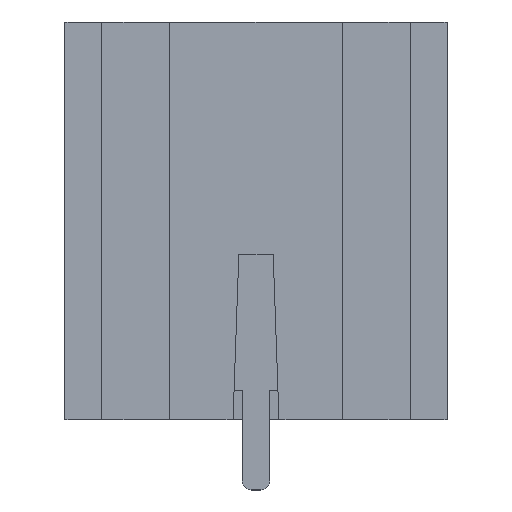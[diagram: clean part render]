
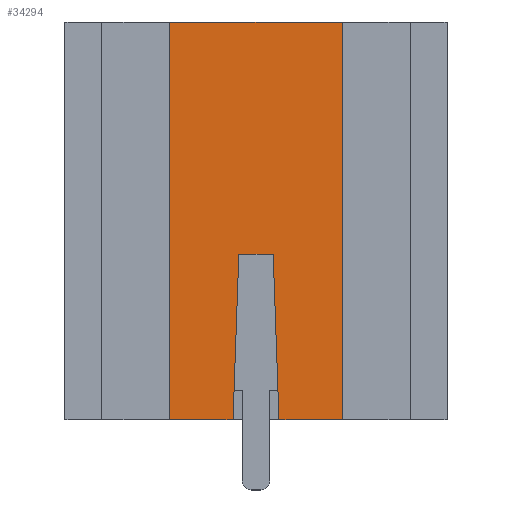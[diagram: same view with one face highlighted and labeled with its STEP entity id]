
A CAD part, left-side view. The second image highlights one B-rep face of the part: STEP entity #34294.
In plain terms, the highlighted planar face has unit normal (-1, 0, 0).
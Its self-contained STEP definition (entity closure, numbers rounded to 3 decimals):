
#853 = CARTESIAN_POINT ( 'NONE',  ( -38.825, 21.503, 0.499 ) ) ;
#1225 = EDGE_CURVE ( 'NONE', #1282, #17652, #34082, .T. ) ;
#1282 = VERTEX_POINT ( 'NONE', #6813 ) ;
#1431 = LINE ( 'NONE', #12457, #14096 ) ;
#2390 = VERTEX_POINT ( 'NONE', #18892 ) ;
#3361 = LINE ( 'NONE', #14395, #3447 ) ;
#3381 = ORIENTED_EDGE ( 'NONE', *, *, #16025, .F. ) ;
#3447 = VECTOR ( 'NONE', #25408, 1000. ) ;
#3960 = CARTESIAN_POINT ( 'NONE',  ( -38.825, 0., 4.7 ) ) ;
#4985 = EDGE_CURVE ( 'NONE', #16752, #20585, #1431, .T. ) ;
#5488 = LINE ( 'NONE', #16551, #29364 ) ;
#6318 = DIRECTION ( 'NONE',  ( 0., -1., 0. ) ) ;
#6813 = CARTESIAN_POINT ( 'NONE',  ( -38.825, 21.65, 4.7 ) ) ;
#9040 = PLANE ( 'NONE',  #15793 ) ;
#9353 = CARTESIAN_POINT ( 'NONE',  ( -38.825, 21.65, 4.7 ) ) ;
#9850 = CARTESIAN_POINT ( 'NONE',  ( -38.825, 9., 0.936 ) ) ;
#9965 = ORIENTED_EDGE ( 'NONE', *, *, #1225, .T. ) ;
#10061 = CARTESIAN_POINT ( 'NONE',  ( -38.825, 9., -0.936 ) ) ;
#11658 = VECTOR ( 'NONE', #34480, 1000. ) ;
#11866 = DIRECTION ( 'NONE',  ( 0., 0.999, -0.035 ) ) ;
#11920 = ORIENTED_EDGE ( 'NONE', *, *, #32802, .F. ) ;
#12457 = CARTESIAN_POINT ( 'NONE',  ( -38.825, 0., 4.7 ) ) ;
#12472 = LINE ( 'NONE', #23491, #11658 ) ;
#12589 = EDGE_CURVE ( 'NONE', #28663, #35662, #3361, .T. ) ;
#12874 = LINE ( 'NONE', #23901, #16225 ) ;
#13302 = ORIENTED_EDGE ( 'NONE', *, *, #14290, .F. ) ;
#13382 = VECTOR ( 'NONE', #20391, 1000. ) ;
#14096 = VECTOR ( 'NONE', #23478, 1000. ) ;
#14290 = EDGE_CURVE ( 'NONE', #1282, #16752, #12874, .T. ) ;
#14395 = CARTESIAN_POINT ( 'NONE',  ( -38.825, 9., 4.7 ) ) ;
#14995 = DIRECTION ( 'NONE',  ( 0., 0., -1. ) ) ;
#15793 = AXIS2_PLACEMENT_3D ( 'NONE', #20070, #31077, #6318 ) ;
#16025 = EDGE_CURVE ( 'NONE', #28663, #2390, #12472, .T. ) ;
#16225 = VECTOR ( 'NONE', #34891, 1000. ) ;
#16551 = CARTESIAN_POINT ( 'NONE',  ( -38.825, 21.65, -4.7 ) ) ;
#16752 = VERTEX_POINT ( 'NONE', #28573 ) ;
#17429 = ORIENTED_EDGE ( 'NONE', *, *, #12589, .T. ) ;
#17650 = EDGE_CURVE ( 'NONE', #20585, #35662, #25606, .T. ) ;
#17652 = VERTEX_POINT ( 'NONE', #22902 ) ;
#18794 = ORIENTED_EDGE ( 'NONE', *, *, #23554, .T. ) ;
#18892 = CARTESIAN_POINT ( 'NONE',  ( -38.825, 0., -1.25 ) ) ;
#20070 = CARTESIAN_POINT ( 'NONE',  ( -38.825, 21.65, 4.7 ) ) ;
#20391 = DIRECTION ( 'NONE',  ( 0., 0., -1. ) ) ;
#20585 = VERTEX_POINT ( 'NONE', #31054 ) ;
#22902 = CARTESIAN_POINT ( 'NONE',  ( -38.825, 21.65, -4.7 ) ) ;
#23478 = DIRECTION ( 'NONE',  ( 0., 0., -1. ) ) ;
#23491 = CARTESIAN_POINT ( 'NONE',  ( -38.825, 21.831, -0.488 ) ) ;
#23554 = EDGE_CURVE ( 'NONE', #17652, #33945, #5488, .T. ) ;
#23901 = CARTESIAN_POINT ( 'NONE',  ( -38.825, 21.65, 4.7 ) ) ;
#25014 = VECTOR ( 'NONE', #11866, 1000. ) ;
#25408 = DIRECTION ( 'NONE',  ( 0., 0., 1. ) ) ;
#25606 = LINE ( 'NONE', #853, #25014 ) ;
#25619 = EDGE_LOOP ( 'NONE', ( #3381, #17429, #30194, #28475, #13302, #9965, #18794, #11920 ) ) ;
#27539 = DIRECTION ( 'NONE',  ( 0., -1., 0. ) ) ;
#28475 = ORIENTED_EDGE ( 'NONE', *, *, #4985, .F. ) ;
#28573 = CARTESIAN_POINT ( 'NONE',  ( -38.825, 0., 4.7 ) ) ;
#28663 = VERTEX_POINT ( 'NONE', #10061 ) ;
#28724 = LINE ( 'NONE', #3960, #33575 ) ;
#29353 = CARTESIAN_POINT ( 'NONE',  ( -38.825, 0., -4.7 ) ) ;
#29364 = VECTOR ( 'NONE', #27539, 1000. ) ;
#30194 = ORIENTED_EDGE ( 'NONE', *, *, #17650, .F. ) ;
#31054 = CARTESIAN_POINT ( 'NONE',  ( -38.825, 0., 1.25 ) ) ;
#31077 = DIRECTION ( 'NONE',  ( -1., 0., 0. ) ) ;
#32802 = EDGE_CURVE ( 'NONE', #2390, #33945, #28724, .T. ) ;
#33575 = VECTOR ( 'NONE', #14995, 1000. ) ;
#33782 = FACE_OUTER_BOUND ( 'NONE', #25619, .T. ) ;
#33945 = VERTEX_POINT ( 'NONE', #29353 ) ;
#34082 = LINE ( 'NONE', #9353, #13382 ) ;
#34294 = ADVANCED_FACE ( 'NONE', ( #33782 ), #9040, .T. ) ;
#34480 = DIRECTION ( 'NONE',  ( 0., -0.999, -0.035 ) ) ;
#34891 = DIRECTION ( 'NONE',  ( 0., -1., 0. ) ) ;
#35662 = VERTEX_POINT ( 'NONE', #9850 ) ;
